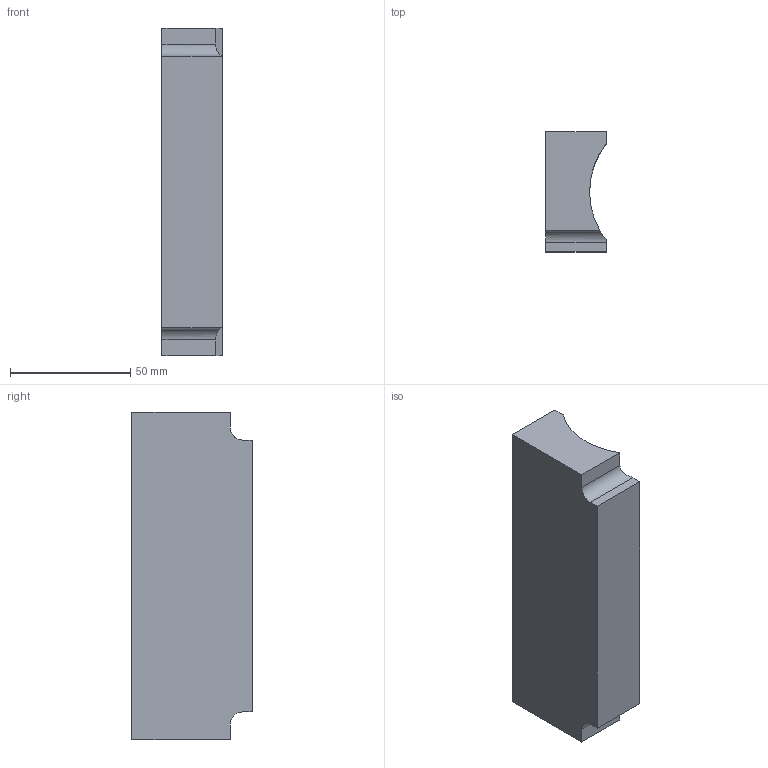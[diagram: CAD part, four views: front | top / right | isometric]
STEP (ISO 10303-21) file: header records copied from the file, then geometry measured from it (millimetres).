
FILE_DESCRIPTION((''),'2;1');
FILE_NAME('CALE BATTERIE.STP','2017-05-20T07:42:44',(''),(''),'STEP Write','Mastercam X5 ... CNC Software, Inc.','');
FILE_SCHEMA(('AUTOMOTIVE_DESIGN'));
Length unit declared in the file: millimetre
Products named in the file (1): None
Bounding box: 25 x 50 x 136 mm (x, y, z)
Volume: 139833.5 mm3; surface area: 22380.1 mm2
Topology: 1 solids, 1 shells, 14 faces, 36 edges, 24 vertices
Faces by surface type: plane 11, cylinder 3
Entity records: 489 total; most frequent: CARTESIAN_POINT 124, ORIENTED_EDGE 72, DIRECTION 68, EDGE_CURVE 36, VECTOR 28, LINE 28, VERTEX_POINT 24, AXIS2_PLACEMENT_3D 20
